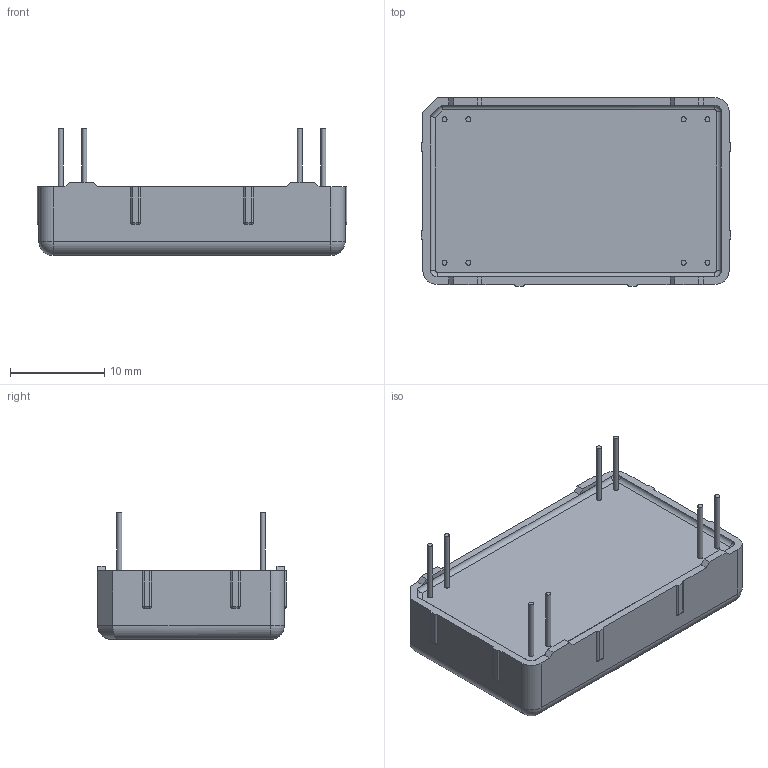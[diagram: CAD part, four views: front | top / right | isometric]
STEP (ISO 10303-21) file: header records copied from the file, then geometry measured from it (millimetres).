
FILE_DESCRIPTION(/* description */ ('Alibre Inc.'),/* implementation_level */ '2;1');
FILE_NAME(/* name */ 'export0',/* time_stamp */ '2011-08-09T17:10:36+02:00',/* author */ (''),/* organization */ (''),/* preprocessor_version */ 'ST-DEVELOPER v12',/* originating_system */ 'Alibre',/* authorisation */ '');
FILE_SCHEMA (('AUTOMOTIVE_DESIGN'));
Length unit declared in the file: centimetre
Bounding box: 32.94 x 20.05 x 13.51 mm (x, y, z)
Volume: 1076.1 mm3; surface area: 3822.9 mm2
Topology: 1 solids, 2 shells, 453 faces, 1227 edges, 802 vertices
Faces by surface type: plane 304, cylinder 76, bspline 55, sphere 15, torus 3
Full cylindrical faces by diameter (mm): 0.53 x16, 0.69 x1, 0.699 x1, 0.9 x4, 2 x1
Entity records: 13410 total; most frequent: CARTESIAN_POINT 2891, ORIENTED_EDGE 2346, DIRECTION 1668, EDGE_CURVE 1173, VECTOR 892, LINE 892, VERTEX_POINT 786, AXIS2_PLACEMENT_3D 537
